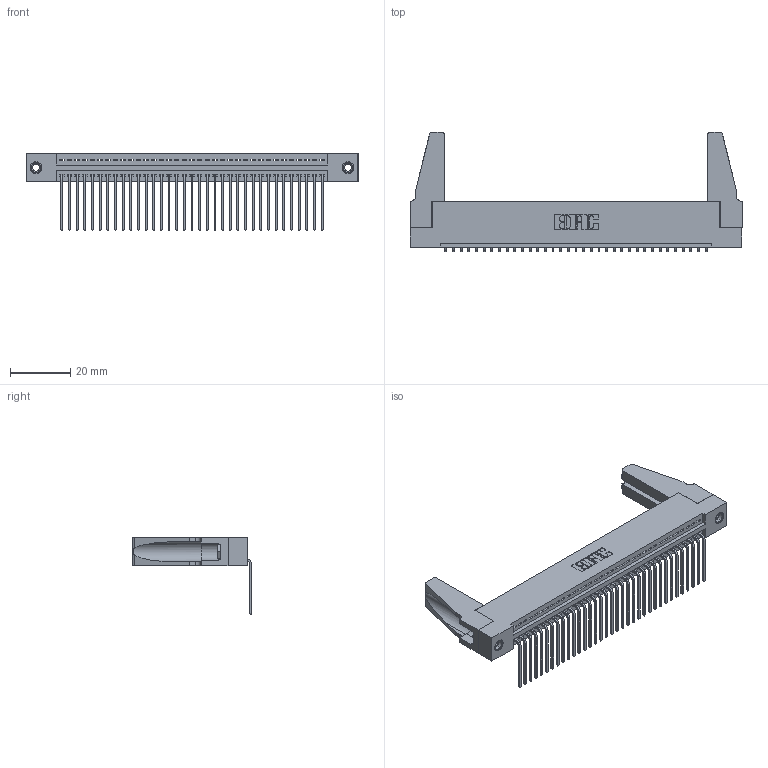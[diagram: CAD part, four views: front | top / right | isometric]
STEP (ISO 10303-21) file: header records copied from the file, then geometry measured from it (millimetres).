
FILE_DESCRIPTION (( 'STEP AP203' ), '1' );
FILE_NAME ('395-035-559-188.STEP', '2019-10-19T20:15:22', ( '' ), ( '' ), 'SwSTEP 2.0', 'SolidWorks 2016', '' );
FILE_SCHEMA (( 'CONFIG_CONTROL_DESIGN' ));
Length unit declared in the file: inch
Products named in the file (5): 345 Part_Flush Mounting Lugs - 0.156 Dia-TH; 395-035-559-188; 345-250-001_345-250-001-102; 345-220-078_345-220-088; 345-292-001_558 559 Tail - 1
Assembly tree (40 placements, depth 2):
  395-035-559-188
    345 Part_Flush Mounting Lugs - 0.156 Dia-TH
    345-292-001_558 559 Tail - 1  x35
    345-250-001_345-250-001-102  x2
    345-220-078_345-220-088  x2
Bounding box: 110.13 x 39.61 x 25.53 mm (x, y, z)
Volume: 13772.4 mm3; surface area: 17699.4 mm2
Topology: 40 solids, 40 shells, 2350 faces, 7025 edges, 4626 vertices
Faces by surface type: plane 1622, cylinder 712, cone 12, torus 4
Entity records: 29516 total; most frequent: CARTESIAN_POINT 5103, ORIENTED_EDGE 5032, DIRECTION 4474, EDGE_CURVE 2516, LINE 2202, VECTOR 2202, VERTEX_POINT 1670, AXIS2_PLACEMENT_3D 1136
